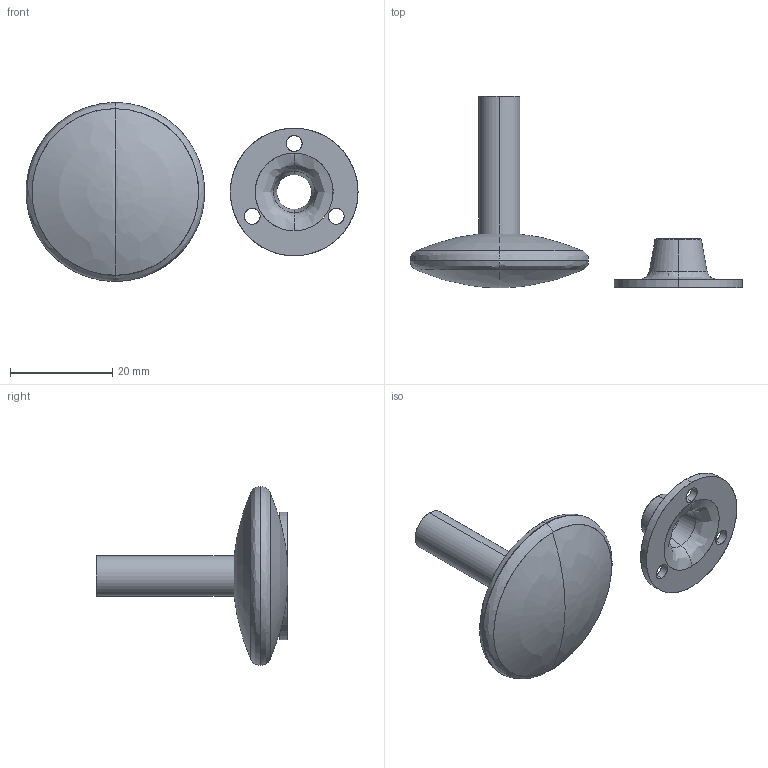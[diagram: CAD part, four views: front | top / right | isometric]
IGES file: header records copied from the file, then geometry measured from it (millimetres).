
Start section: SolidWorks IGES file using analytic representation for surfaces
Global section: file name: KC-27-3.IGS; native system: SolidWorks 2018; preprocessor: SolidWorks 2018; author: 0849sm; date: 200528.111526; units: millimetre
Bounding box: 65 x 37.5 x 35 mm (x, y, z)
Surface area: 4342.4 mm2 (no closed solid volume)
Topology: 0 solids, 0 shells, 36 faces, 544 edges, 543 vertices
Faces by surface type: revolution 24, bspline 12
